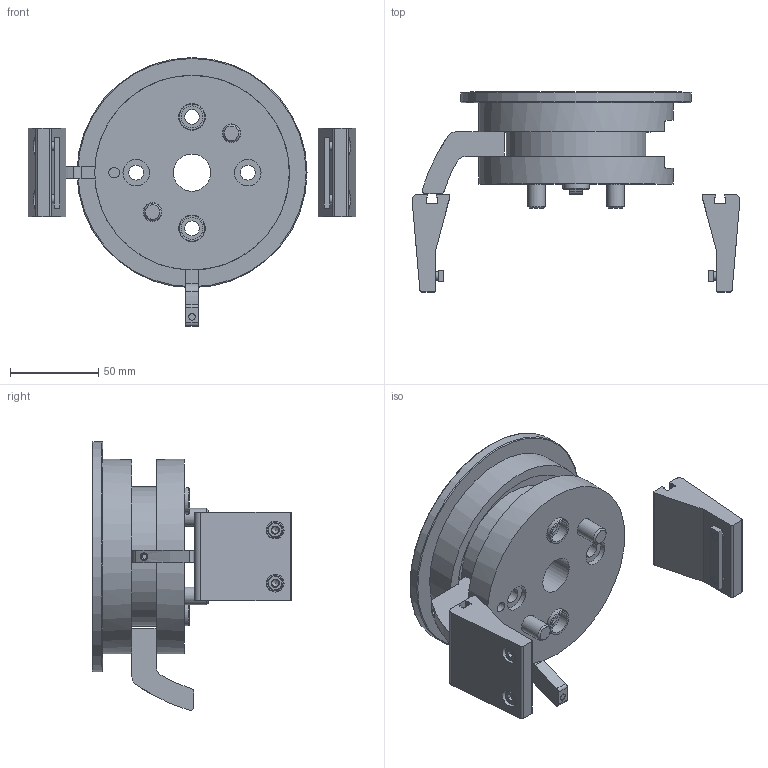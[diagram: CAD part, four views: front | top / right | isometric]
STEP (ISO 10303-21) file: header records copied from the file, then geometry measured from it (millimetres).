
FILE_DESCRIPTION(/* description */ ('STEP AP214'),/* implementation_level */ '2;1');
FILE_NAME(/* name */ '1946877_DASI-Q11-63-A-KT',/* time_stamp */ '2024-08-14T17:51:28+02:00',/* author */ ('License CC BY-ND 4.0'),/* organization */ ('CADENAS'),/* preprocessor_version */ 'ST-DEVELOPER v19.3',/* originating_system */ 'PARTsolutions',/* authorisation */ ' ');
FILE_SCHEMA (('AUTOMOTIVE_DESIGN {1 0 10303 214 3 1 1}'));
Length unit declared in the file: millimetre
Products named in the file (8): 1946877 DASI-Q11-63-A-KT---(0); 1924430 DRRD-63_p; DIN-912 - M10x55(F); 191409 ZBH-15; 1971550 DASI-Q11-63-A-SL; 1971563 DASI-Q11-63-A-SR_p; DIN-912 - M5x8(F); 187388 ZVB-8-24---(Nutenstein)
Assembly tree (15 placements, depth 2):
  1946877 DASI-Q11-63-A-KT---(0)
    1924430 DRRD-63_p
    DIN-912 - M10x55(F)  x2
    191409 ZBH-15  x2
    1971550 DASI-Q11-63-A-SL  x2
    1971563 DASI-Q11-63-A-SR_p  x2
    DIN-912 - M5x8(F)  x4
    187388 ZVB-8-24---(Nutenstein)  x2
Bounding box: 185.28 x 113 x 151.87 mm (x, y, z)
Volume: 463281.5 mm3; surface area: 105283.2 mm2
Topology: 15 solids, 15 shells, 388 faces, 827 edges, 500 vertices
Faces by surface type: plane 201, cylinder 99, cone 86, torus 2
Full cylindrical faces by diameter (mm): 3.7 x2, 4.134 x4, 4.2 x2, 5 x6, 6 x6, 8.376 x4, 8.5 x4, 10 x6, 10.5 x2, 12.4 x2, 15 x10, 16 x2, 18 x2, 21 x1, 79 x1, 110 x2, 130 x1
Entity records: 5479 total; most frequent: CARTESIAN_POINT 915, DIRECTION 913, ORIENTED_EDGE 702, AXIS2_PLACEMENT_3D 373, EDGE_CURVE 351, FACE_BOUND 307, EDGE_LOOP 305, VERTEX_POINT 256
